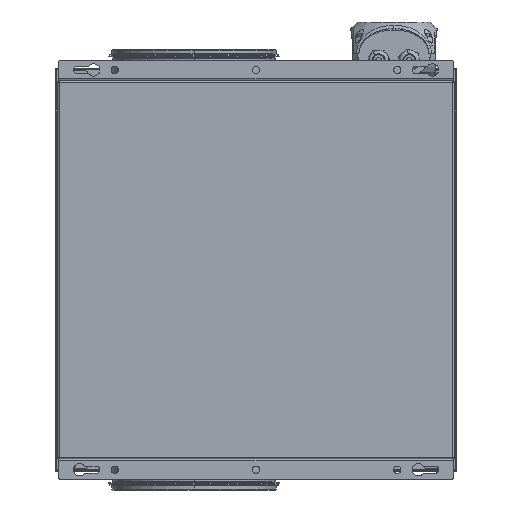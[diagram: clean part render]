
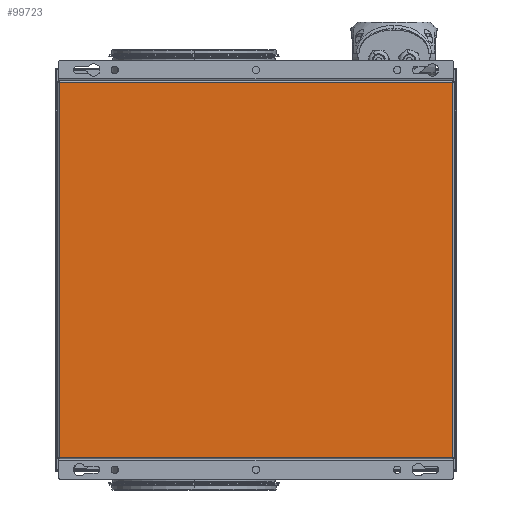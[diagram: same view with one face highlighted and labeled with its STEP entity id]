
A CAD part, front view. The second image highlights one B-rep face of the part: STEP entity #99723.
In plain terms, the highlighted planar face has unit normal (0, -1, 0).
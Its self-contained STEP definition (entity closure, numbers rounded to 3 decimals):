
#3192 = CARTESIAN_POINT ( 'NONE',  ( 238., 0., -229. ) ) ;
#10965 = EDGE_CURVE ( 'NONE', #81738, #81606, #121398, .T. ) ;
#15063 = CARTESIAN_POINT ( 'NONE',  ( -240., 0., 229. ) ) ;
#16673 = CARTESIAN_POINT ( 'NONE',  ( -238., 0., 229. ) ) ;
#28610 = EDGE_LOOP ( 'NONE', ( #52405, #69866, #74721, #93352 ) ) ;
#36588 = CARTESIAN_POINT ( 'NONE',  ( 238., 0., 227. ) ) ;
#38336 = CARTESIAN_POINT ( 'NONE',  ( -238., 0., -227. ) ) ;
#38523 = VECTOR ( 'NONE', #76167, 1000. ) ;
#44860 = DIRECTION ( 'NONE',  ( 0., 1., 0. ) ) ;
#45602 = EDGE_CURVE ( 'NONE', #81606, #98751, #74464, .T. ) ;
#45827 = DIRECTION ( 'NONE',  ( 0., 0., -1. ) ) ;
#52135 = VERTEX_POINT ( 'NONE', #61566 ) ;
#52405 = ORIENTED_EDGE ( 'NONE', *, *, #10965, .T. ) ;
#54600 = DIRECTION ( 'NONE',  ( 0., 0., 1. ) ) ;
#60813 = EDGE_CURVE ( 'NONE', #52135, #81738, #96371, .T. ) ;
#61566 = CARTESIAN_POINT ( 'NONE',  ( -238., 0., 227. ) ) ;
#62159 = EDGE_CURVE ( 'NONE', #98751, #52135, #64518, .T. ) ;
#62819 = DIRECTION ( 'NONE',  ( 0., 0., 1. ) ) ;
#64518 = LINE ( 'NONE', #36588, #38523 ) ;
#66233 = FACE_OUTER_BOUND ( 'NONE', #28610, .T. ) ;
#66264 = CARTESIAN_POINT ( 'NONE',  ( 238., 0., -227. ) ) ;
#69866 = ORIENTED_EDGE ( 'NONE', *, *, #45602, .T. ) ;
#71715 = VECTOR ( 'NONE', #45827, 1000. ) ;
#71925 = VECTOR ( 'NONE', #74706, 1000. ) ;
#72169 = CARTESIAN_POINT ( 'NONE',  ( -238., 0., -227. ) ) ;
#72249 = AXIS2_PLACEMENT_3D ( 'NONE', #15063, #44860, #54600 ) ;
#74464 = LINE ( 'NONE', #3192, #91498 ) ;
#74706 = DIRECTION ( 'NONE',  ( 1., 0., 0. ) ) ;
#74721 = ORIENTED_EDGE ( 'NONE', *, *, #62159, .T. ) ;
#76167 = DIRECTION ( 'NONE',  ( -1., 0., 0. ) ) ;
#81606 = VERTEX_POINT ( 'NONE', #66264 ) ;
#81738 = VERTEX_POINT ( 'NONE', #38336 ) ;
#87752 = CARTESIAN_POINT ( 'NONE',  ( 238., 0., 227. ) ) ;
#91498 = VECTOR ( 'NONE', #62819, 1000. ) ;
#93352 = ORIENTED_EDGE ( 'NONE', *, *, #60813, .T. ) ;
#96371 = LINE ( 'NONE', #16673, #71715 ) ;
#98751 = VERTEX_POINT ( 'NONE', #87752 ) ;
#99723 = ADVANCED_FACE ( 'NONE', ( #66233 ), #114835, .F. ) ;
#114835 = PLANE ( 'NONE',  #72249 ) ;
#121398 = LINE ( 'NONE', #72169, #71925 ) ;
